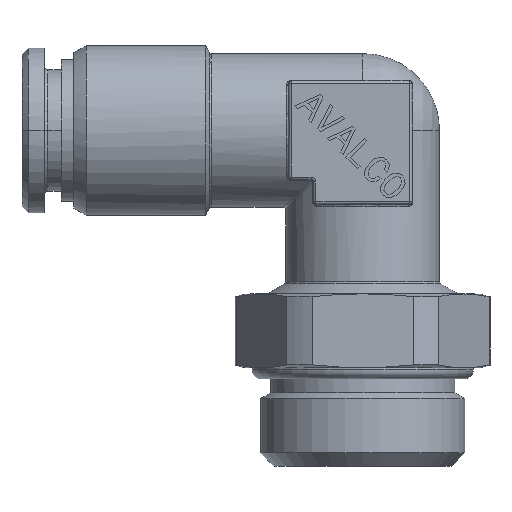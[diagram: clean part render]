
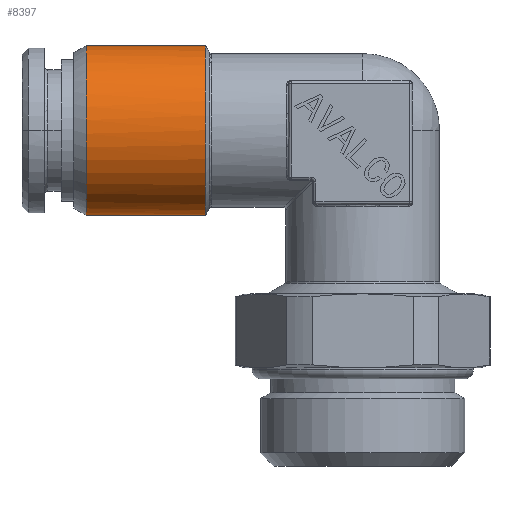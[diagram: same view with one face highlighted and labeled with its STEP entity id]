
A CAD part, top view. The second image highlights one B-rep face of the part: STEP entity #8397.
In plain terms, the highlighted cylindrical face has radius 6.9 mm (diameter 13.8 mm), a partial arc.
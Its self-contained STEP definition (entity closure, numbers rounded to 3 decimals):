
#8237=CARTESIAN_POINT('Vertex',(-12.788,6.9,0.)) ;
#8244=CARTESIAN_POINT('Vertex',(-12.788,-6.9,0.)) ;
#8265=CARTESIAN_POINT('Axis2P3D Location',(-12.788,0.,0.)) ;
#8347=CARTESIAN_POINT('Vertex',(-22.48,6.9,0.)) ;
#8349=CARTESIAN_POINT('Vertex',(-22.48,-6.9,0.)) ;
#8352=CARTESIAN_POINT('Line Origine',(-24.03,6.9,0.)) ;
#8357=CARTESIAN_POINT('Line Origine',(-24.03,-6.9,0.)) ;
#8369=CARTESIAN_POINT('Axis2P3D Location',(-24.03,0.,0.)) ;
#8375=CARTESIAN_POINT('Control Point',(-22.48,6.9,0.)) ;
#8376=CARTESIAN_POINT('Control Point',(-22.48,6.9,1.084)) ;
#8377=CARTESIAN_POINT('Control Point',(-22.48,6.687,2.168)) ;
#8378=CARTESIAN_POINT('Control Point',(-22.48,6.261,3.196)) ;
#8379=CARTESIAN_POINT('Control Point',(-22.48,5.03,5.03)) ;
#8380=CARTESIAN_POINT('Control Point',(-22.48,3.196,6.261)) ;
#8381=CARTESIAN_POINT('Control Point',(-22.48,2.168,6.687)) ;
#8382=CARTESIAN_POINT('Control Point',(-22.48,0.,7.113)) ;
#8383=CARTESIAN_POINT('Control Point',(-22.48,-2.168,6.687)) ;
#8384=CARTESIAN_POINT('Control Point',(-22.48,-3.196,6.261)) ;
#8385=CARTESIAN_POINT('Control Point',(-22.48,-5.03,5.03)) ;
#8386=CARTESIAN_POINT('Control Point',(-22.48,-6.261,3.196)) ;
#8387=CARTESIAN_POINT('Control Point',(-22.48,-6.687,2.168)) ;
#8388=CARTESIAN_POINT('Control Point',(-22.48,-6.9,1.084)) ;
#8389=CARTESIAN_POINT('Control Point',(-22.48,-6.9,0.)) ;
#8266=DIRECTION('Axis2P3D Direction',(-1.,0.,0.)) ;
#8353=DIRECTION('Vector Direction',(1.,0.,0.)) ;
#8358=DIRECTION('Vector Direction',(1.,0.,0.)) ;
#8370=DIRECTION('Axis2P3D Direction',(1.,0.,0.)) ;
#8371=DIRECTION('Axis2P3D XDirection',(0.,1.,0.)) ;
#8267=AXIS2_PLACEMENT_3D('Circle Axis2P3D',#8265,#8266,$) ;
#8372=AXIS2_PLACEMENT_3D('Cylinder Axis2P3D',#8369,#8370,#8371) ;
#8392=ORIENTED_EDGE('',*,*,#8390,.T.) ;
#8393=ORIENTED_EDGE('',*,*,#8361,.F.) ;
#8394=ORIENTED_EDGE('',*,*,#8269,.T.) ;
#8395=ORIENTED_EDGE('',*,*,#8356,.F.) ;
#8354=VECTOR('Line Direction',#8353,1.) ;
#8359=VECTOR('Line Direction',#8358,1.) ;
#8397=ADVANCED_FACE('PR507B-08G38',(#8396),#8373,.T.) ;
#8374=B_SPLINE_CURVE_WITH_KNOTS('',5,(#8375,#8376,#8377,#8378,#8379,#8380,#8381,#8382,#8383,#8384,#8385,#8386,#8387,#8388,#8389),.UNSPECIFIED.,.F.,.U.,(6,3,3,3,6),(-10.838,-5.419,0.,5.419,10.838),.UNSPECIFIED.) ;
#8268=CIRCLE('generated circle',#8267,6.9) ;
#8373=CYLINDRICAL_SURFACE('generated cylinder',#8372,6.9) ;
#8269=EDGE_CURVE('',#8245,#8238,#8268,.T.) ;
#8356=EDGE_CURVE('',#8348,#8238,#8355,.T.) ;
#8361=EDGE_CURVE('',#8245,#8350,#8360,.F.) ;
#8390=EDGE_CURVE('',#8348,#8350,#8374,.T.) ;
#8391=EDGE_LOOP('',(#8392,#8393,#8394,#8395)) ;
#8396=FACE_OUTER_BOUND('',#8391,.T.) ;
#8355=LINE('Line',#8352,#8354) ;
#8360=LINE('Line',#8357,#8359) ;
#8238=VERTEX_POINT('',#8237) ;
#8245=VERTEX_POINT('',#8244) ;
#8348=VERTEX_POINT('',#8347) ;
#8350=VERTEX_POINT('',#8349) ;
